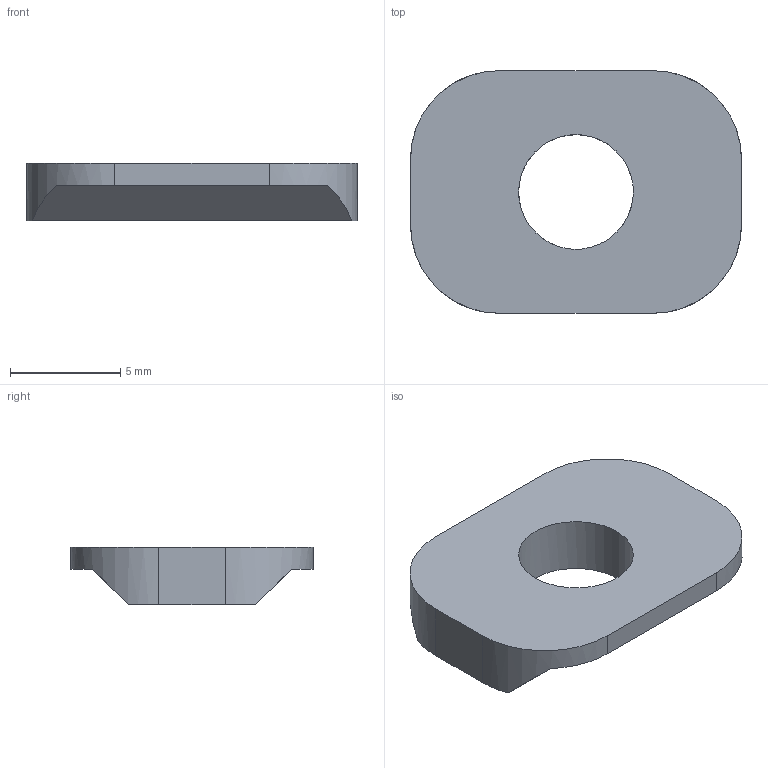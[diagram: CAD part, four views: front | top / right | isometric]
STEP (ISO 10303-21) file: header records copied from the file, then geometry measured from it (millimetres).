
FILE_DESCRIPTION( ( '' ), ' ' );
FILE_NAME( '55183443e4b00bf556917e6b.step', '2015-03-29T17:20:03', ( '' ), ( '' ), ' ', ' ', ' ' );
FILE_SCHEMA( ( 'AUTOMOTIVE_DESIGN { 1 0 10303 214 1 1 1 1 }' ) );
Length unit declared in the file: metre
Products named in the file (1): T-Nut-Keeper
Bounding box: 15 x 11 x 2.6 mm (x, y, z)
Volume: 270.2 mm3; surface area: 390.4 mm2
Topology: 1 solids, 1 shells, 15 faces, 40 edges, 27 vertices
Faces by surface type: plane 10, cylinder 5
Full cylindrical faces by diameter (mm): 5.2 x1
Entity records: 485 total; most frequent: DIRECTION 88, CARTESIAN_POINT 80, ORIENTED_EDGE 76, EDGE_CURVE 38, AXIS2_PLACEMENT_3D 34, VERTEX_POINT 26, LINE 20, VECTOR 20
